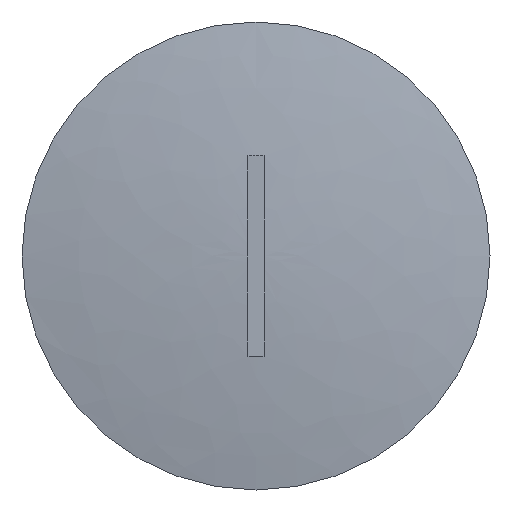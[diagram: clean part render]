
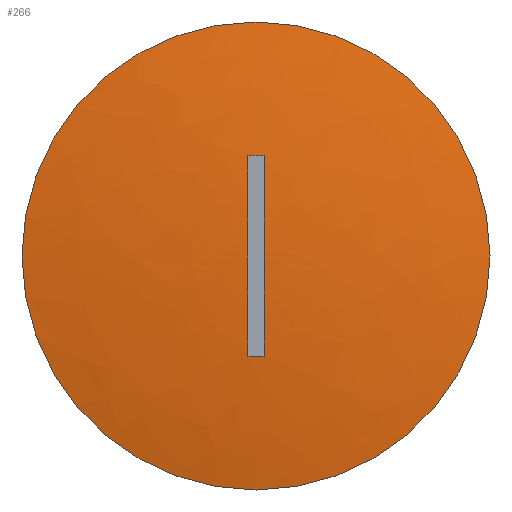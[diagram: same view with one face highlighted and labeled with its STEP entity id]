
A CAD part, left-side view. The second image highlights one B-rep face of the part: STEP entity #266.
In plain terms, the highlighted free-form (B-spline) face has degree [2, 2] with [3, 9] control points.
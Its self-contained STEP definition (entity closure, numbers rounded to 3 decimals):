
#28=(
BOUNDED_CURVE()
B_SPLINE_CURVE(2,(#1383,#1384,#1385),.UNSPECIFIED.,.F.,.F.)
B_SPLINE_CURVE_WITH_KNOTS((3,3),(1.389,1.484),
 .UNSPECIFIED.)
CURVE()
GEOMETRIC_REPRESENTATION_ITEM()
RATIONAL_B_SPLINE_CURVE((1.,0.998,0.998))
REPRESENTATION_ITEM('')
);
#29=(
BOUNDED_SURFACE()
B_SPLINE_SURFACE(2,2,((#1352,#1353,#1354,#1355,#1356,#1357,#1358,#1359,
#1360),(#1361,#1362,#1363,#1364,#1365,#1366,#1367,#1368,#1369),(#1370,#1371,
#1372,#1373,#1374,#1375,#1376,#1377,#1378)),.UNSPECIFIED.,.F.,.T.,.F.)
B_SPLINE_SURFACE_WITH_KNOTS((3,3),(3,2,2,2,3),(-1.549,-1.389),
(-3.142,-1.571,0.,1.571,3.142),
 .UNSPECIFIED.)
GEOMETRIC_REPRESENTATION_ITEM()
RATIONAL_B_SPLINE_SURFACE(((1.,0.707,1.,0.707,1.,
0.707,1.,0.707,1.),(0.997,0.705,
0.997,0.705,0.997,0.705,0.997,
0.705,0.997),(1.,0.707,1.,0.707,
1.,0.707,1.,0.707,1.)))
REPRESENTATION_ITEM('')
SURFACE()
);
#68=FACE_OUTER_BOUND('',#90,.T.);
#90=EDGE_LOOP('',(#221,#222,#223,#224,#225,#226,#227,#228,#229));
#109=CIRCLE('',#320,11.6);
#110=CIRCLE('',#321,11.6);
#111=CIRCLE('',#322,11.6);
#114=CIRCLE('',#328,27.);
#115=CIRCLE('',#329,27.);
#132=B_SPLINE_CURVE_WITH_KNOTS('',3,(#1305,#1306,#1307,#1308,#1309,#1310,
#1311,#1312,#1313,#1314,#1315,#1316,#1317,#1318,#1319),.UNSPECIFIED.,.F.,
 .F.,(4,2,2,3,2,2,4),(-1.126,-0.752,-0.376,
0.,0.376,0.752,1.126),.UNSPECIFIED.);
#133=B_SPLINE_CURVE_WITH_KNOTS('',3,(#1324,#1325,#1326,#1327,#1328,#1329,
#1330,#1331,#1332,#1333,#1334,#1335,#1336,#1337,#1338),.UNSPECIFIED.,.F.,
 .F.,(4,2,2,3,2,2,4),(-1.126,-0.752,-0.376,
0.,0.376,0.752,1.126),.UNSPECIFIED.);
#143=VERTEX_POINT('',#1303);
#144=VERTEX_POINT('',#1304);
#145=VERTEX_POINT('',#1322);
#146=VERTEX_POINT('',#1323);
#147=VERTEX_POINT('',#1341);
#150=VERTEX_POINT('',#1379);
#151=VERTEX_POINT('',#1380);
#170=EDGE_CURVE('',#143,#144,#132,.T.);
#172=EDGE_CURVE('',#145,#146,#133,.T.);
#174=EDGE_CURVE('',#146,#147,#109,.T.);
#175=EDGE_CURVE('',#144,#145,#110,.T.);
#176=EDGE_CURVE('',#147,#143,#111,.T.);
#179=EDGE_CURVE('',#150,#151,#114,.T.);
#180=EDGE_CURVE('',#151,#150,#115,.T.);
#181=EDGE_CURVE('',#151,#147,#28,.T.);
#221=ORIENTED_EDGE('',*,*,#179,.F.);
#222=ORIENTED_EDGE('',*,*,#180,.F.);
#223=ORIENTED_EDGE('',*,*,#181,.T.);
#224=ORIENTED_EDGE('',*,*,#176,.T.);
#225=ORIENTED_EDGE('',*,*,#170,.T.);
#226=ORIENTED_EDGE('',*,*,#175,.T.);
#227=ORIENTED_EDGE('',*,*,#172,.T.);
#228=ORIENTED_EDGE('',*,*,#174,.T.);
#229=ORIENTED_EDGE('',*,*,#181,.F.);
#266=ADVANCED_FACE('',(#68),#29,.F.);
#320=AXIS2_PLACEMENT_3D('',#1342,#373,#374);
#321=AXIS2_PLACEMENT_3D('',#1343,#375,#376);
#322=AXIS2_PLACEMENT_3D('',#1344,#377,#378);
#328=AXIS2_PLACEMENT_3D('',#1381,#389,#390);
#329=AXIS2_PLACEMENT_3D('',#1382,#391,#392);
#373=DIRECTION('center_axis',(1.,0.,0.));
#374=DIRECTION('ref_axis',(0.,0.,-1.));
#375=DIRECTION('center_axis',(1.,0.,0.));
#376=DIRECTION('ref_axis',(0.,0.,-1.));
#377=DIRECTION('center_axis',(1.,0.,0.));
#378=DIRECTION('ref_axis',(0.,0.,-1.));
#389=DIRECTION('center_axis',(1.,0.,0.));
#390=DIRECTION('ref_axis',(0.,0.,-1.));
#391=DIRECTION('center_axis',(1.,0.,0.));
#392=DIRECTION('ref_axis',(0.,0.,-1.));
#1303=CARTESIAN_POINT('',(-12.8,-0.925,11.563));
#1304=CARTESIAN_POINT('',(-12.8,-0.925,-11.563));
#1305=CARTESIAN_POINT('Ctrl Pts',(-12.8,-0.925,11.563));
#1306=CARTESIAN_POINT('Ctrl Pts',(-12.914,-0.925,
10.253));
#1307=CARTESIAN_POINT('Ctrl Pts',(-13.011,-0.925,
8.951));
#1308=CARTESIAN_POINT('Ctrl Pts',(-13.174,-0.925,
6.36));
#1309=CARTESIAN_POINT('Ctrl Pts',(-13.24,-0.925,
5.072));
#1310=CARTESIAN_POINT('Ctrl Pts',(-13.339,-0.925,
2.518));
#1311=CARTESIAN_POINT('Ctrl Pts',(-13.382,-0.925,
1.253));
#1312=CARTESIAN_POINT('Ctrl Pts',(-13.382,-0.925,
0.));
#1313=CARTESIAN_POINT('Ctrl Pts',(-13.382,-0.925,
-1.253));
#1314=CARTESIAN_POINT('Ctrl Pts',(-13.339,-0.925,
-2.518));
#1315=CARTESIAN_POINT('Ctrl Pts',(-13.24,-0.925,
-5.072));
#1316=CARTESIAN_POINT('Ctrl Pts',(-13.174,-0.925,
-6.36));
#1317=CARTESIAN_POINT('Ctrl Pts',(-13.011,-0.925,
-8.951));
#1318=CARTESIAN_POINT('Ctrl Pts',(-12.914,-0.925,
-10.253));
#1319=CARTESIAN_POINT('Ctrl Pts',(-12.8,-0.925,-11.563));
#1322=CARTESIAN_POINT('',(-12.8,0.925,-11.563));
#1323=CARTESIAN_POINT('',(-12.8,0.925,11.563));
#1324=CARTESIAN_POINT('Ctrl Pts',(-12.8,0.925,-11.563));
#1325=CARTESIAN_POINT('Ctrl Pts',(-12.914,0.925,-10.253));
#1326=CARTESIAN_POINT('Ctrl Pts',(-13.011,0.925,-8.951));
#1327=CARTESIAN_POINT('Ctrl Pts',(-13.174,0.925,-6.36));
#1328=CARTESIAN_POINT('Ctrl Pts',(-13.24,0.925,-5.072));
#1329=CARTESIAN_POINT('Ctrl Pts',(-13.339,0.925,-2.518));
#1330=CARTESIAN_POINT('Ctrl Pts',(-13.382,0.925,-1.253));
#1331=CARTESIAN_POINT('Ctrl Pts',(-13.382,0.925,0.));
#1332=CARTESIAN_POINT('Ctrl Pts',(-13.382,0.925,1.253));
#1333=CARTESIAN_POINT('Ctrl Pts',(-13.339,0.925,2.518));
#1334=CARTESIAN_POINT('Ctrl Pts',(-13.24,0.925,5.072));
#1335=CARTESIAN_POINT('Ctrl Pts',(-13.174,0.925,6.36));
#1336=CARTESIAN_POINT('Ctrl Pts',(-13.011,0.925,8.951));
#1337=CARTESIAN_POINT('Ctrl Pts',(-12.914,0.925,10.253));
#1338=CARTESIAN_POINT('Ctrl Pts',(-12.8,0.925,11.563));
#1341=CARTESIAN_POINT('',(-12.8,0.,11.6));
#1342=CARTESIAN_POINT('Origin',(-12.8,0.,0.));
#1343=CARTESIAN_POINT('Origin',(-12.8,0.,0.));
#1344=CARTESIAN_POINT('Origin',(-12.8,0.,0.));
#1352=CARTESIAN_POINT('Ctrl Pts',(-13.382,0.,0.925));
#1353=CARTESIAN_POINT('Ctrl Pts',(-13.382,-0.925,
0.925));
#1354=CARTESIAN_POINT('Ctrl Pts',(-13.382,-0.925,
0.));
#1355=CARTESIAN_POINT('Ctrl Pts',(-13.382,-0.925,
-0.925));
#1356=CARTESIAN_POINT('Ctrl Pts',(-13.382,0.,-0.925));
#1357=CARTESIAN_POINT('Ctrl Pts',(-13.382,0.925,-0.925));
#1358=CARTESIAN_POINT('Ctrl Pts',(-13.382,0.925,0.));
#1359=CARTESIAN_POINT('Ctrl Pts',(-13.382,0.925,0.925));
#1360=CARTESIAN_POINT('Ctrl Pts',(-13.382,0.,0.925));
#1361=CARTESIAN_POINT('Ctrl Pts',(-13.093,0.,14.069));
#1362=CARTESIAN_POINT('Ctrl Pts',(-13.093,-14.069,14.069));
#1363=CARTESIAN_POINT('Ctrl Pts',(-13.093,-14.069,0.));
#1364=CARTESIAN_POINT('Ctrl Pts',(-13.093,-14.069,-14.069));
#1365=CARTESIAN_POINT('Ctrl Pts',(-13.093,0.,-14.069));
#1366=CARTESIAN_POINT('Ctrl Pts',(-13.093,14.069,-14.069));
#1367=CARTESIAN_POINT('Ctrl Pts',(-13.093,14.069,0.));
#1368=CARTESIAN_POINT('Ctrl Pts',(-13.093,14.069,14.069));
#1369=CARTESIAN_POINT('Ctrl Pts',(-13.093,0.,14.069));
#1370=CARTESIAN_POINT('Ctrl Pts',(-10.72,0.,27.));
#1371=CARTESIAN_POINT('Ctrl Pts',(-10.72,-27.,27.));
#1372=CARTESIAN_POINT('Ctrl Pts',(-10.72,-27.,0.));
#1373=CARTESIAN_POINT('Ctrl Pts',(-10.72,-27.,-27.));
#1374=CARTESIAN_POINT('Ctrl Pts',(-10.72,0.,-27.));
#1375=CARTESIAN_POINT('Ctrl Pts',(-10.72,27.,-27.));
#1376=CARTESIAN_POINT('Ctrl Pts',(-10.72,27.,0.));
#1377=CARTESIAN_POINT('Ctrl Pts',(-10.72,27.,27.));
#1378=CARTESIAN_POINT('Ctrl Pts',(-10.72,0.,27.));
#1379=CARTESIAN_POINT('',(-10.72,27.,0.));
#1380=CARTESIAN_POINT('',(-10.72,0.,27.));
#1381=CARTESIAN_POINT('Origin',(-10.72,0.,0.));
#1382=CARTESIAN_POINT('Origin',(-10.72,0.,0.));
#1383=CARTESIAN_POINT('Ctrl Pts',(-10.72,0.,27.));
#1384=CARTESIAN_POINT('Ctrl Pts',(-12.124,0.,19.349));
#1385=CARTESIAN_POINT('Ctrl Pts',(-12.8,0.,11.6));
